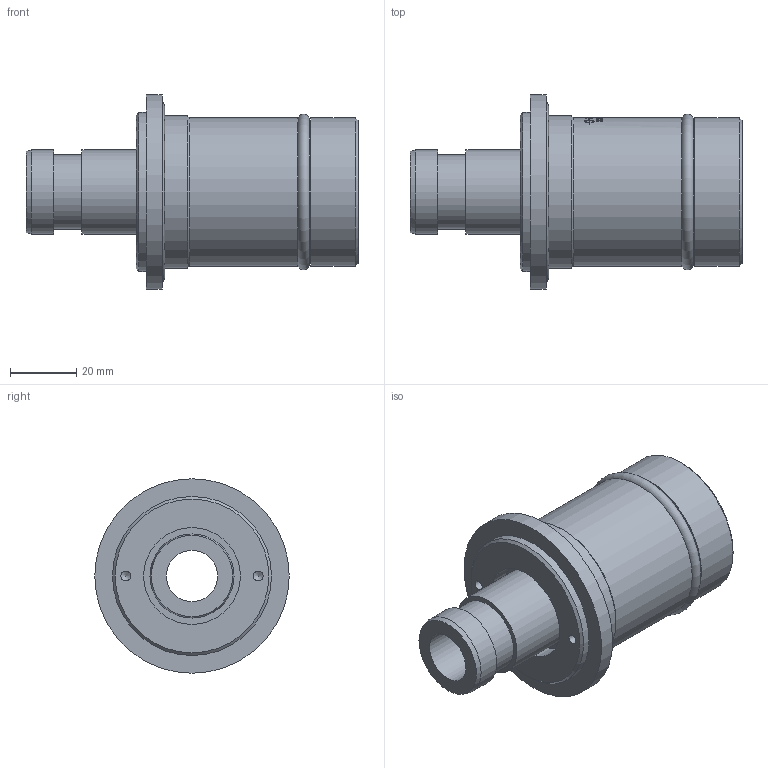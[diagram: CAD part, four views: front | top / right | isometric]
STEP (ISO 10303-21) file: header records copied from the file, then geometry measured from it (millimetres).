
FILE_DESCRIPTION(/* description */ (''),/* implementation_level */ '2;1');
FILE_NAME(/* name */ '2420-001-000-IC.stp',/* time_stamp */ '2020-05-21T10:30:44-05:00',/* author */ ('GALINDOLM'),/* organization */ (''),/* preprocessor_version */ 'ST-DEVELOPER v18',/* originating_system */ 'Autodesk Inventor 2020',/* authorisation */ '');
FILE_SCHEMA (('AUTOMOTIVE_DESIGN { 1 0 10303 214 3 1 1 }'));
Products named in the file (1): 2420-001-000-IC
Bounding box: 100.2 x 58.7 x 58.7 mm (x, y, z)
Volume: 104006.6 mm3; surface area: 28161.6 mm2
Topology: 3 solids, 3 shells, 357 faces, 931 edges, 630 vertices
Faces by surface type: bspline 176, plane 104, cylinder 64, cone 9, torus 4
Full cylindrical faces by diameter (mm): 1.93 x2, 3 x2, 15.5 x1, 16.8 x1, 17.45 x1, 22.35 x1, 25.36 x3, 29.2 x1, 39.8 x2, 44.8 x2, 46 x1, 48 x1, 49.1 x1, 54.9 x1, 58.7 x1
Entity records: 53929 total; most frequent: CARTESIAN_POINT 45714, ORIENTED_EDGE 1858, DIRECTION 1308, EDGE_CURVE 929, VERTEX_POINT 630, AXIS2_PLACEMENT_3D 485, EDGE_LOOP 415, FACE_OUTER_BOUND 357
